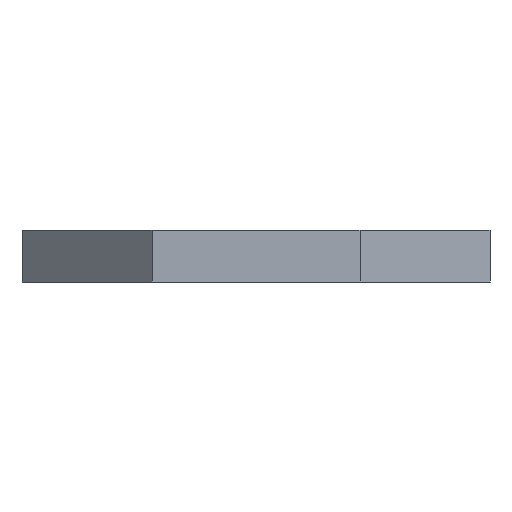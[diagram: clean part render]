
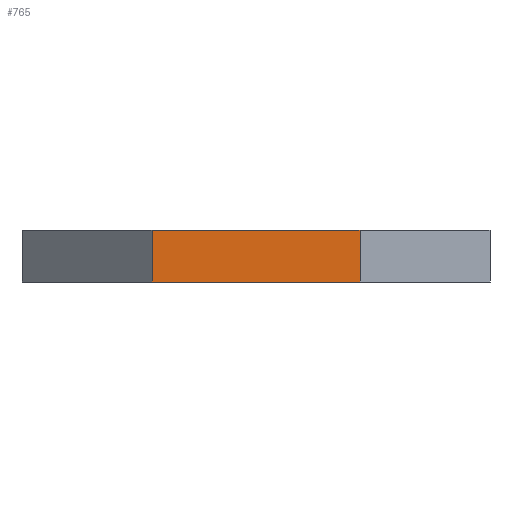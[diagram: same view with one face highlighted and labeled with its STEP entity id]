
A CAD part, left-side view. The second image highlights one B-rep face of the part: STEP entity #765.
In plain terms, the highlighted planar face has unit normal (-1, 0, 0).
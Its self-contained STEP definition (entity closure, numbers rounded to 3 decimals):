
#13 = EDGE_CURVE ( 'NONE', #47, #460, #577, .T. ) ;
#19 = ORIENTED_EDGE ( 'NONE', *, *, #525, .F. ) ;
#32 = ORIENTED_EDGE ( 'NONE', *, *, #563, .T. ) ;
#47 = VERTEX_POINT ( 'NONE', #269 ) ;
#59 = CARTESIAN_POINT ( 'NONE',  ( 0., 4., 2. ) ) ;
#78 = LINE ( 'NONE', #185, #586 ) ;
#89 = LINE ( 'NONE', #585, #682 ) ;
#112 = DIRECTION ( 'NONE',  ( 0., -1., 0. ) ) ;
#121 = DIRECTION ( 'NONE',  ( 0., 0., -1. ) ) ;
#145 = VERTEX_POINT ( 'NONE', #374 ) ;
#165 = CARTESIAN_POINT ( 'NONE',  ( 0., 4., 0. ) ) ;
#184 = LINE ( 'NONE', #59, #489 ) ;
#185 = CARTESIAN_POINT ( 'NONE',  ( 0., 4., 2. ) ) ;
#188 = EDGE_LOOP ( 'NONE', ( #656, #19, #523, #32 ) ) ;
#229 = CARTESIAN_POINT ( 'NONE',  ( 0., -4., 0. ) ) ;
#254 = DIRECTION ( 'NONE',  ( 0., -1., 0. ) ) ;
#269 = CARTESIAN_POINT ( 'NONE',  ( 0., 4., 0. ) ) ;
#310 = CARTESIAN_POINT ( 'NONE',  ( 0., 4., 2. ) ) ;
#361 = DIRECTION ( 'NONE',  ( 0., 1., 0. ) ) ;
#374 = CARTESIAN_POINT ( 'NONE',  ( 0., -4., 2. ) ) ;
#380 = VERTEX_POINT ( 'NONE', #544 ) ;
#460 = VERTEX_POINT ( 'NONE', #229 ) ;
#472 = DIRECTION ( 'NONE',  ( 0., 0., -1. ) ) ;
#489 = VECTOR ( 'NONE', #112, 1000. ) ;
#523 = ORIENTED_EDGE ( 'NONE', *, *, #530, .F. ) ;
#525 = EDGE_CURVE ( 'NONE', #145, #460, #89, .T. ) ;
#530 = EDGE_CURVE ( 'NONE', #380, #145, #184, .T. ) ;
#544 = CARTESIAN_POINT ( 'NONE',  ( 0., 4., 2. ) ) ;
#563 = EDGE_CURVE ( 'NONE', #380, #47, #78, .T. ) ;
#569 = AXIS2_PLACEMENT_3D ( 'NONE', #310, #729, #361 ) ;
#577 = LINE ( 'NONE', #165, #781 ) ;
#585 = CARTESIAN_POINT ( 'NONE',  ( 0., -4., 2. ) ) ;
#586 = VECTOR ( 'NONE', #121, 1000. ) ;
#656 = ORIENTED_EDGE ( 'NONE', *, *, #13, .T. ) ;
#662 = PLANE ( 'NONE',  #569 ) ;
#682 = VECTOR ( 'NONE', #472, 1000. ) ;
#729 = DIRECTION ( 'NONE',  ( 1., 0., 0. ) ) ;
#738 = FACE_OUTER_BOUND ( 'NONE', #188, .T. ) ;
#765 = ADVANCED_FACE ( 'NONE', ( #738 ), #662, .F. ) ;
#781 = VECTOR ( 'NONE', #254, 1000. ) ;
